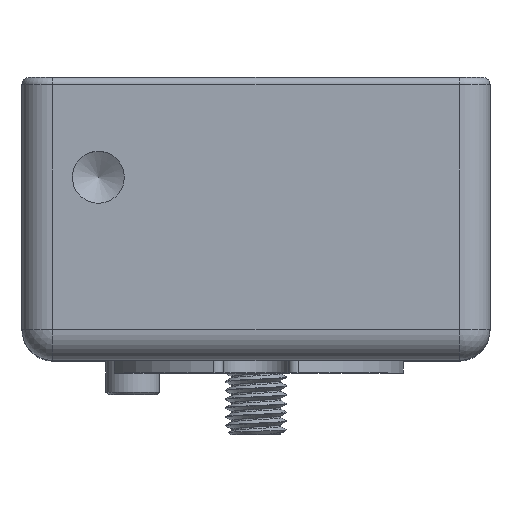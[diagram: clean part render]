
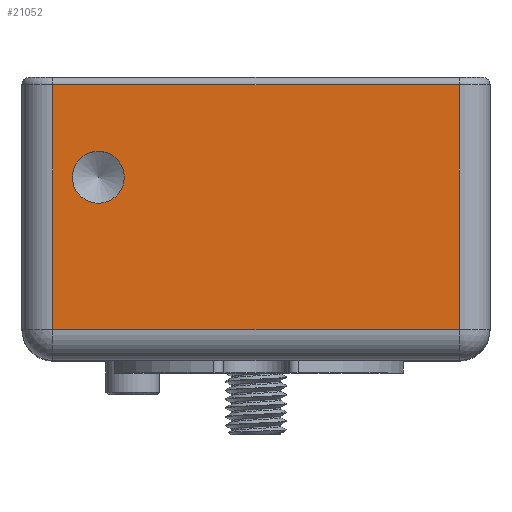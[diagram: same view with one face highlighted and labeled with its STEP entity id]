
A CAD part, top view. The second image highlights one B-rep face of the part: STEP entity #21052.
In plain terms, the highlighted planar face has unit normal (0, 0, 1).
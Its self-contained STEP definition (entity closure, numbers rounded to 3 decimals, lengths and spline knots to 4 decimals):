
#2336=FACE_BOUND('',#6103,.T.);
#2578=CIRCLE('',#22955,0.1055);
#2579=CIRCLE('',#22956,0.1055);
#4724=FACE_OUTER_BOUND('',#6102,.T.);
#6102=EDGE_LOOP('',(#14879,#14880,#14881,#14882));
#6103=EDGE_LOOP('',(#14883,#14884));
#7579=LINE('',#33097,#8394);
#7593=LINE('',#33148,#8408);
#7598=LINE('',#33181,#8413);
#7603=LINE('',#33189,#8418);
#8394=VECTOR('',#26179,0.3937);
#8408=VECTOR('',#26237,0.3937);
#8413=VECTOR('',#26284,0.3937);
#8418=VECTOR('',#26295,0.3937);
#9228=VERTEX_POINT('',#33090);
#9230=VERTEX_POINT('',#33095);
#9245=VERTEX_POINT('',#33147);
#9248=VERTEX_POINT('',#33158);
#9297=VERTEX_POINT('',#33324);
#9298=VERTEX_POINT('',#33325);
#11262=EDGE_CURVE('',#9230,#9228,#7579,.T.);
#11288=EDGE_CURVE('',#9228,#9245,#7593,.T.);
#11305=EDGE_CURVE('',#9245,#9248,#7598,.T.);
#11310=EDGE_CURVE('',#9248,#9230,#7603,.T.);
#11372=EDGE_CURVE('',#9297,#9298,#2578,.T.);
#11373=EDGE_CURVE('',#9298,#9297,#2579,.T.);
#14879=ORIENTED_EDGE('',*,*,#11262,.F.);
#14880=ORIENTED_EDGE('',*,*,#11310,.F.);
#14881=ORIENTED_EDGE('',*,*,#11305,.F.);
#14882=ORIENTED_EDGE('',*,*,#11288,.F.);
#14883=ORIENTED_EDGE('',*,*,#11372,.T.);
#14884=ORIENTED_EDGE('',*,*,#11373,.T.);
#20485=PLANE('',#22963);
#21052=ADVANCED_FACE('',(#4724,#2336),#20485,.T.);
#22955=AXIS2_PLACEMENT_3D('',#33326,#26447,#26448);
#22956=AXIS2_PLACEMENT_3D('',#33327,#26449,#26450);
#22963=AXIS2_PLACEMENT_3D('',#33341,#26467,#26468);
#26179=DIRECTION('',(1.,0.,0.));
#26237=DIRECTION('',(0.,-1.,0.));
#26284=DIRECTION('',(-1.,0.,0.));
#26295=DIRECTION('',(0.,1.,0.));
#26447=DIRECTION('center_axis',(0.,0.,-1.));
#26448=DIRECTION('ref_axis',(1.,0.,0.));
#26449=DIRECTION('center_axis',(0.,0.,-1.));
#26450=DIRECTION('ref_axis',(1.,0.,0.));
#26467=DIRECTION('center_axis',(0.,0.,1.));
#26468=DIRECTION('ref_axis',(1.,0.,0.));
#33090=CARTESIAN_POINT('',(0.8255,1.12,0.9505));
#33095=CARTESIAN_POINT('',(-0.8255,1.12,0.9505));
#33097=CARTESIAN_POINT('',(-0.4753,1.12,0.9505));
#33147=CARTESIAN_POINT('',(0.8255,0.125,0.9505));
#33148=CARTESIAN_POINT('',(0.8255,0.,0.9505));
#33158=CARTESIAN_POINT('',(-0.8255,0.125,0.9505));
#33181=CARTESIAN_POINT('',(-0.4753,0.125,0.9505));
#33189=CARTESIAN_POINT('',(-0.8255,0.,0.9505));
#33324=CARTESIAN_POINT('',(-0.535,0.744,0.9505));
#33325=CARTESIAN_POINT('',(-0.746,0.744,0.9505));
#33326=CARTESIAN_POINT('Origin',(-0.6405,0.744,0.9505));
#33327=CARTESIAN_POINT('Origin',(-0.6405,0.744,0.9505));
#33341=CARTESIAN_POINT('Origin',(-0.9505,0.,0.9505));
